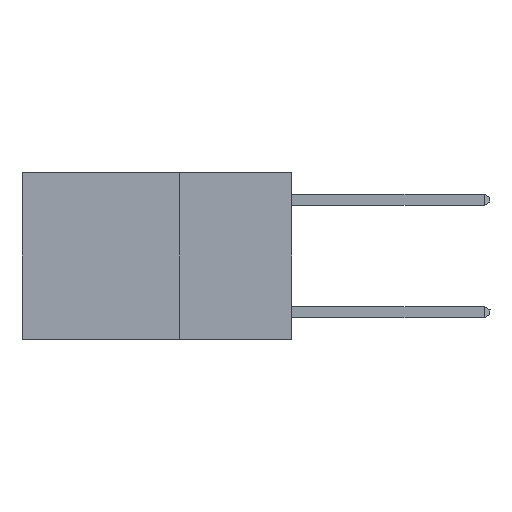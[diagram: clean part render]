
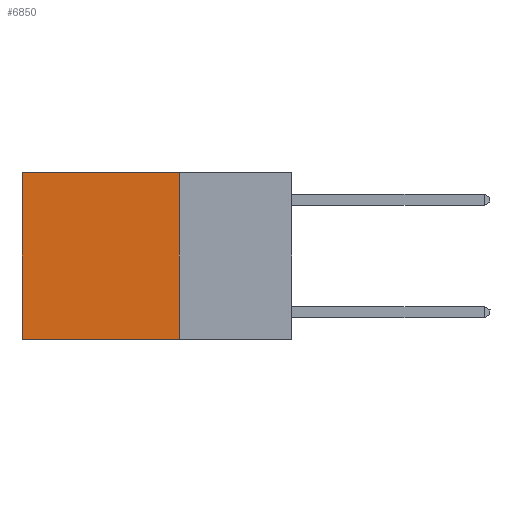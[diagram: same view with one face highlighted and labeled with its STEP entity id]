
A CAD part, left-side view. The second image highlights one B-rep face of the part: STEP entity #6850.
In plain terms, the highlighted planar face has unit normal (-1, 0, 0).
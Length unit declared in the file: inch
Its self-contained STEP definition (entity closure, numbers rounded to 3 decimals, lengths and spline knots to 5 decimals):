
#679 = DIRECTION ( 'NONE',  ( 0., 1., 0. ) ) ;
#1397 = FACE_OUTER_BOUND ( 'NONE', #18613, .T. ) ;
#2058 = DIRECTION ( 'NONE',  ( 0., 1., 0. ) ) ;
#2519 = CARTESIAN_POINT ( 'NONE',  ( 0.2625, 0.25, -0.37 ) ) ;
#2852 = VECTOR ( 'NONE', #22467, 39.37008 ) ;
#3425 = LINE ( 'NONE', #6325, #2852 ) ;
#3953 = VECTOR ( 'NONE', #9850, 39.37008 ) ;
#5250 = ORIENTED_EDGE ( 'NONE', *, *, #19331, .T. ) ;
#5898 = ORIENTED_EDGE ( 'NONE', *, *, #6052, .F. ) ;
#6052 = EDGE_CURVE ( 'NONE', #19601, #20491, #9364, .T. ) ;
#6137 = EDGE_CURVE ( 'NONE', #17765, #19601, #3425, .T. ) ;
#6325 = CARTESIAN_POINT ( 'NONE',  ( 0.2625, 0.25, 0. ) ) ;
#6549 = ORIENTED_EDGE ( 'NONE', *, *, #6137, .F. ) ;
#6850 = ADVANCED_FACE ( 'NONE', ( #1397 ), #20195, .F. ) ;
#6931 = CARTESIAN_POINT ( 'NONE',  ( 0.2625, 0.6, -0.37 ) ) ;
#7001 = EDGE_CURVE ( 'NONE', #22687, #20491, #9319, .T. ) ;
#7660 = CARTESIAN_POINT ( 'NONE',  ( 0.2625, 0.25, 0. ) ) ;
#9269 = CARTESIAN_POINT ( 'NONE',  ( 0.2625, 0.25, 0. ) ) ;
#9319 = LINE ( 'NONE', #22377, #3953 ) ;
#9364 = LINE ( 'NONE', #2519, #18337 ) ;
#9850 = DIRECTION ( 'NONE',  ( 0., 0., -1. ) ) ;
#11264 = DIRECTION ( 'NONE',  ( 0., 0., -1. ) ) ;
#11349 = VECTOR ( 'NONE', #2058, 39.37008 ) ;
#11743 = AXIS2_PLACEMENT_3D ( 'NONE', #7660, #21995, #11264 ) ;
#11928 = LINE ( 'NONE', #9269, #11349 ) ;
#14276 = ORIENTED_EDGE ( 'NONE', *, *, #7001, .T. ) ;
#15979 = CARTESIAN_POINT ( 'NONE',  ( 0.2625, 0.25, 0. ) ) ;
#17765 = VERTEX_POINT ( 'NONE', #15979 ) ;
#18337 = VECTOR ( 'NONE', #679, 39.37008 ) ;
#18613 = EDGE_LOOP ( 'NONE', ( #14276, #5898, #6549, #5250 ) ) ;
#19268 = CARTESIAN_POINT ( 'NONE',  ( 0.2625, 0.6, 0. ) ) ;
#19331 = EDGE_CURVE ( 'NONE', #17765, #22687, #11928, .T. ) ;
#19601 = VERTEX_POINT ( 'NONE', #20783 ) ;
#20195 = PLANE ( 'NONE',  #11743 ) ;
#20491 = VERTEX_POINT ( 'NONE', #6931 ) ;
#20783 = CARTESIAN_POINT ( 'NONE',  ( 0.2625, 0.25, -0.37 ) ) ;
#21995 = DIRECTION ( 'NONE',  ( 1., 0., 0. ) ) ;
#22377 = CARTESIAN_POINT ( 'NONE',  ( 0.2625, 0.6, 0. ) ) ;
#22467 = DIRECTION ( 'NONE',  ( 0., 0., -1. ) ) ;
#22687 = VERTEX_POINT ( 'NONE', #19268 ) ;
